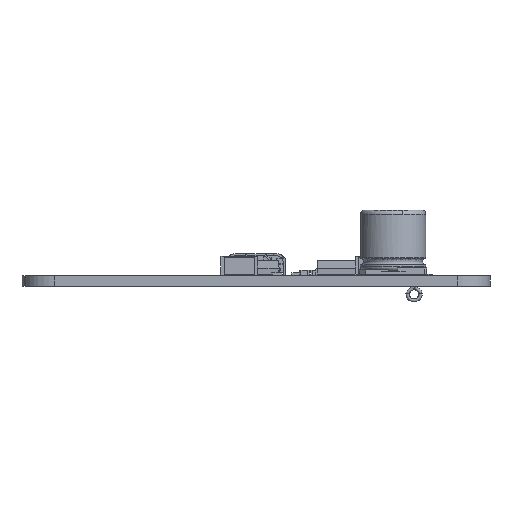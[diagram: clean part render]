
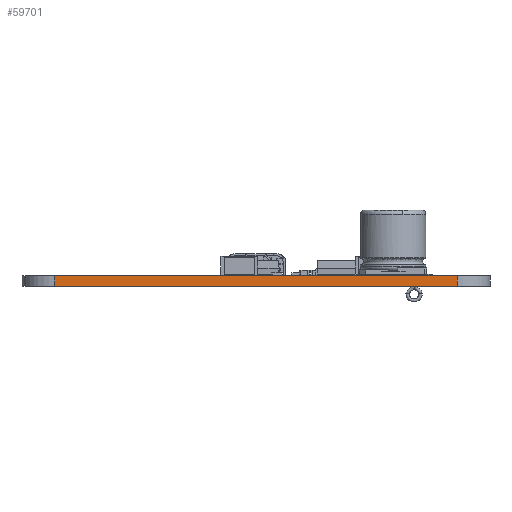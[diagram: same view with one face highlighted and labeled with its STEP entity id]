
A CAD part, front view. The second image highlights one B-rep face of the part: STEP entity #59701.
In plain terms, the highlighted planar face has unit normal (0, -1, 0).
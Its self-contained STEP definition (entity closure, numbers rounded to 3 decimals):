
#57567 = VERTEX_POINT('',#57568);
#57568 = CARTESIAN_POINT('',(-30.75,-43.142,0.));
#57575 = EDGE_CURVE('',#57576,#57567,#57578,.T.);
#57576 = VERTEX_POINT('',#57577);
#57577 = CARTESIAN_POINT('',(30.75,-43.142,0.));
#57578 = LINE('',#57579,#57580);
#57579 = CARTESIAN_POINT('',(30.75,-43.142,0.));
#57580 = VECTOR('',#57581,1.);
#57581 = DIRECTION('',(-1.,0.,0.));
#58467 = VERTEX_POINT('',#58468);
#58468 = CARTESIAN_POINT('',(-30.75,-43.142,1.6));
#58475 = EDGE_CURVE('',#58476,#58467,#58478,.T.);
#58476 = VERTEX_POINT('',#58477);
#58477 = CARTESIAN_POINT('',(30.75,-43.142,1.6));
#58478 = LINE('',#58479,#58480);
#58479 = CARTESIAN_POINT('',(30.75,-43.142,1.6));
#58480 = VECTOR('',#58481,1.);
#58481 = DIRECTION('',(-1.,0.,0.));
#59671 = EDGE_CURVE('',#57567,#58467,#59672,.T.);
#59672 = LINE('',#59673,#59674);
#59673 = CARTESIAN_POINT('',(-30.75,-43.142,0.));
#59674 = VECTOR('',#59675,1.);
#59675 = DIRECTION('',(0.,0.,1.));
#59701 = ADVANCED_FACE('',(#59702),#59713,.T.);
#59702 = FACE_BOUND('',#59703,.T.);
#59703 = EDGE_LOOP('',(#59704,#59710,#59711,#59712));
#59704 = ORIENTED_EDGE('',*,*,#59705,.T.);
#59705 = EDGE_CURVE('',#57576,#58476,#59706,.T.);
#59706 = LINE('',#59707,#59708);
#59707 = CARTESIAN_POINT('',(30.75,-43.142,0.));
#59708 = VECTOR('',#59709,1.);
#59709 = DIRECTION('',(0.,0.,1.));
#59710 = ORIENTED_EDGE('',*,*,#58475,.T.);
#59711 = ORIENTED_EDGE('',*,*,#59671,.F.);
#59712 = ORIENTED_EDGE('',*,*,#57575,.F.);
#59713 = PLANE('',#59714);
#59714 = AXIS2_PLACEMENT_3D('',#59715,#59716,#59717);
#59715 = CARTESIAN_POINT('',(30.75,-43.142,0.));
#59716 = DIRECTION('',(0.,-1.,0.));
#59717 = DIRECTION('',(-1.,0.,0.));
